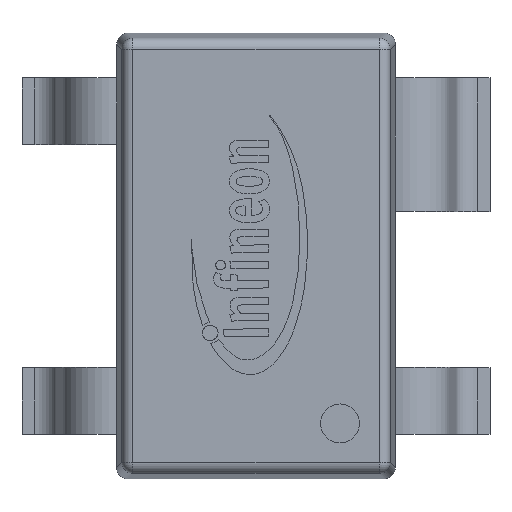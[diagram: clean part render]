
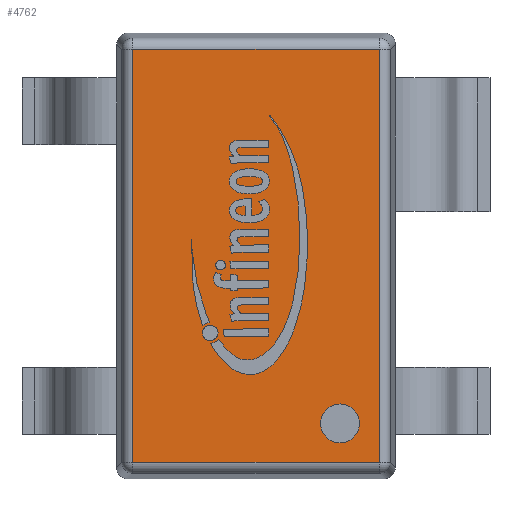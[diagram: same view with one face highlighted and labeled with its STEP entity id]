
A CAD part, top view. The second image highlights one B-rep face of the part: STEP entity #4762.
In plain terms, the highlighted planar face has unit normal (0, 0, 1).
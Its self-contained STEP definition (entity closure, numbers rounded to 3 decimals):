
#14 = CARTESIAN_POINT ( 'NONE',  ( 0.377, -0.752, 0.45 ) ) ;
#188 = DIRECTION ( 'NONE',  ( 0., 1., 0. ) ) ;
#607 = DIRECTION ( 'NONE',  ( -1., 0., 0. ) ) ;
#617 = DIRECTION ( 'NONE',  ( 0., 0., 1. ) ) ;
#813 = CARTESIAN_POINT ( 'NONE',  ( 0.465, -0.752, 0.45 ) ) ;
#821 = EDGE_CURVE ( 'NONE', #3834, #6390, #3276, .T. ) ;
#1054 = VERTEX_POINT ( 'NONE', #6210 ) ;
#1191 = VERTEX_POINT ( 'NONE', #813 ) ;
#1272 = ORIENTED_EDGE ( 'NONE', *, *, #821, .T. ) ;
#1713 = EDGE_CURVE ( 'NONE', #1054, #3834, #3839, .T. ) ;
#2184 = VERTEX_POINT ( 'NONE', #4674 ) ;
#2217 = LINE ( 'NONE', #6602, #4861 ) ;
#2428 = AXIS2_PLACEMENT_3D ( 'NONE', #6914, #617, #6298 ) ;
#2492 = VECTOR ( 'NONE', #188, 1000. ) ;
#2561 = CARTESIAN_POINT ( 'NONE',  ( 0.29, -0.752, 0.45 ) ) ;
#3107 = PLANE ( 'NONE',  #2428 ) ;
#3226 = ORIENTED_EDGE ( 'NONE', *, *, #6951, .F. ) ;
#3230 = FACE_BOUND ( 'NONE', #7463, .T. ) ;
#3276 = LINE ( 'NONE', #5094, #5425 ) ;
#3300 = CARTESIAN_POINT ( 'NONE',  ( 0.552, 0.974, 0.45 ) ) ;
#3330 = EDGE_CURVE ( 'NONE', #2184, #1054, #7724, .T. ) ;
#3392 = ORIENTED_EDGE ( 'NONE', *, *, #4749, .F. ) ;
#3727 = DIRECTION ( 'NONE',  ( 1., 0., 0. ) ) ;
#3834 = VERTEX_POINT ( 'NONE', #6339 ) ;
#3839 = LINE ( 'NONE', #4324, #7220 ) ;
#3888 = ORIENTED_EDGE ( 'NONE', *, *, #1713, .T. ) ;
#4267 = CIRCLE ( 'NONE', #5700, 0.087 ) ;
#4324 = CARTESIAN_POINT ( 'NONE',  ( -0.599, 0.927, 0.45 ) ) ;
#4418 = CARTESIAN_POINT ( 'NONE',  ( 0.377, -0.752, 0.45 ) ) ;
#4511 = DIRECTION ( 'NONE',  ( 0., 0., 1. ) ) ;
#4674 = CARTESIAN_POINT ( 'NONE',  ( 0.552, -0.927, 0.45 ) ) ;
#4749 = EDGE_CURVE ( 'NONE', #5165, #1191, #4267, .T. ) ;
#4762 = ADVANCED_FACE ( 'NONE', ( #3230, #6222 ), #3107, .T. ) ;
#4861 = VECTOR ( 'NONE', #5943, 1000. ) ;
#5091 = EDGE_LOOP ( 'NONE', ( #3888, #1272, #7672, #6740 ) ) ;
#5094 = CARTESIAN_POINT ( 'NONE',  ( -0.552, -0.974, 0.45 ) ) ;
#5165 = VERTEX_POINT ( 'NONE', #2561 ) ;
#5425 = VECTOR ( 'NONE', #7117, 1000. ) ;
#5700 = AXIS2_PLACEMENT_3D ( 'NONE', #4418, #6998, #3727 ) ;
#5845 = CARTESIAN_POINT ( 'NONE',  ( -0.552, -0.927, 0.45 ) ) ;
#5943 = DIRECTION ( 'NONE',  ( 1., 0., 0. ) ) ;
#6183 = AXIS2_PLACEMENT_3D ( 'NONE', #14, #4511, #7007 ) ;
#6210 = CARTESIAN_POINT ( 'NONE',  ( 0.552, 0.927, 0.45 ) ) ;
#6222 = FACE_OUTER_BOUND ( 'NONE', #5091, .T. ) ;
#6298 = DIRECTION ( 'NONE',  ( 1., 0., 0. ) ) ;
#6339 = CARTESIAN_POINT ( 'NONE',  ( -0.552, 0.927, 0.45 ) ) ;
#6390 = VERTEX_POINT ( 'NONE', #5845 ) ;
#6602 = CARTESIAN_POINT ( 'NONE',  ( 0.599, -0.927, 0.45 ) ) ;
#6723 = EDGE_CURVE ( 'NONE', #6390, #2184, #2217, .T. ) ;
#6740 = ORIENTED_EDGE ( 'NONE', *, *, #3330, .T. ) ;
#6914 = CARTESIAN_POINT ( 'NONE',  ( 0., 0., 0.45 ) ) ;
#6951 = EDGE_CURVE ( 'NONE', #1191, #5165, #7107, .T. ) ;
#6998 = DIRECTION ( 'NONE',  ( 0., 0., 1. ) ) ;
#7007 = DIRECTION ( 'NONE',  ( 1., 0., 0. ) ) ;
#7107 = CIRCLE ( 'NONE', #6183, 0.087 ) ;
#7117 = DIRECTION ( 'NONE',  ( 0., -1., 0. ) ) ;
#7220 = VECTOR ( 'NONE', #607, 1000. ) ;
#7463 = EDGE_LOOP ( 'NONE', ( #3226, #3392 ) ) ;
#7672 = ORIENTED_EDGE ( 'NONE', *, *, #6723, .T. ) ;
#7724 = LINE ( 'NONE', #3300, #2492 ) ;
